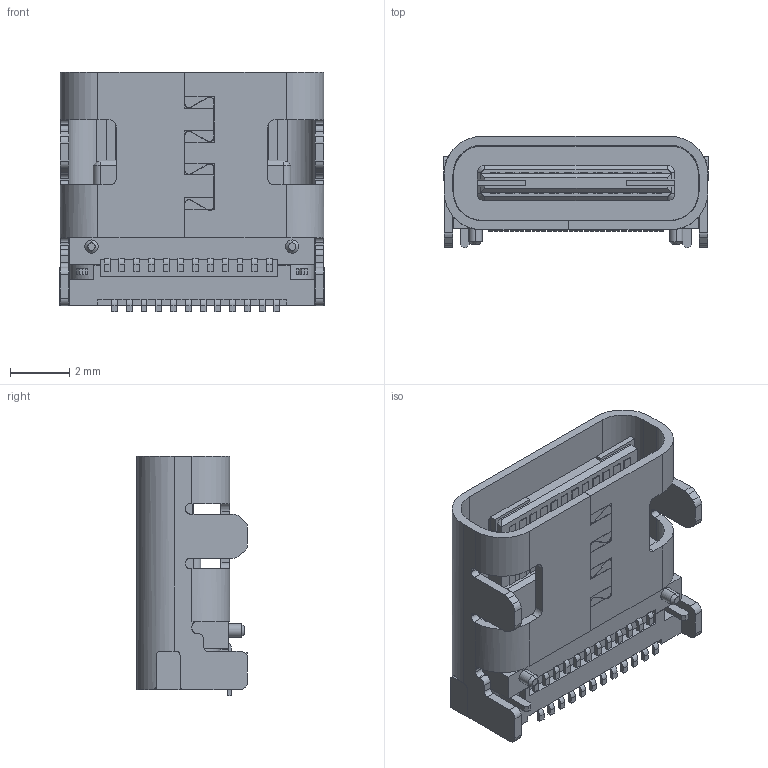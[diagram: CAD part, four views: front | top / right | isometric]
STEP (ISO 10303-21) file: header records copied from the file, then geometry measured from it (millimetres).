
FILE_DESCRIPTION (( 'STEP AP214' ), '1' );
FILE_NAME ('RAHUC31AU1TR.STEP', '2024-01-26T04:11:30', ( '' ), ( '' ), 'SwSTEP 2.0', 'SolidWorks 2024', '' );
FILE_SCHEMA (( 'AUTOMOTIVE_DESIGN' ));
Length unit declared in the file: millimetre
Products named in the file (1): RAHUC31AU1TR
Bounding box: 8.95 x 3.76 x 8.1 mm (x, y, z)
Volume: 133.8 mm3; surface area: 502.6 mm2
Topology: 1 solids, 1 shells, 591 faces, 1720 edges, 1128 vertices
Faces by surface type: plane 437, cylinder 146, cone 8
Entity records: 19535 total; most frequent: CARTESIAN_POINT 3533, ORIENTED_EDGE 3440, DIRECTION 3211, EDGE_CURVE 1720, VECTOR 1387, LINE 1387, VERTEX_POINT 1128, AXIS2_PLACEMENT_3D 912
